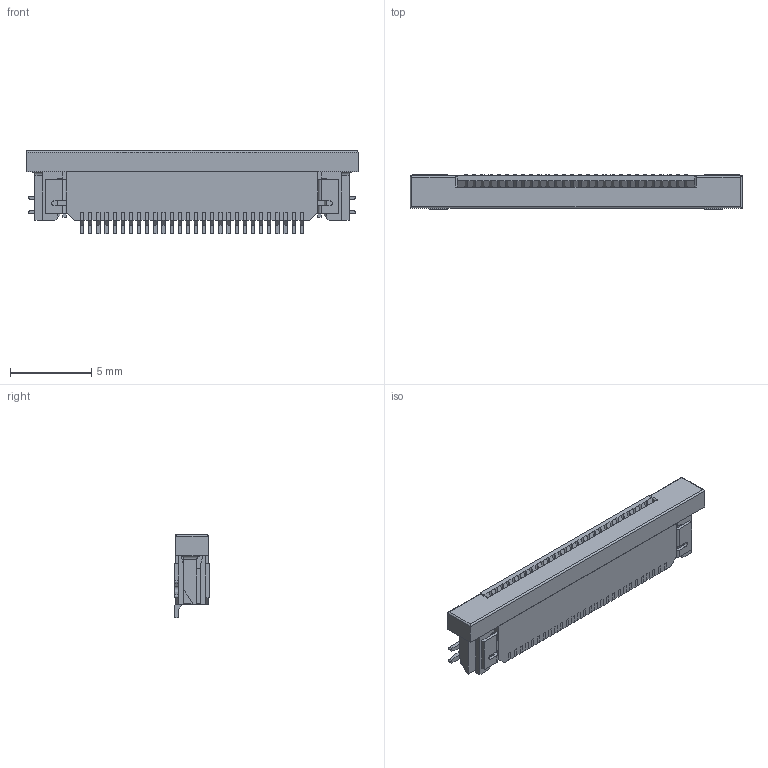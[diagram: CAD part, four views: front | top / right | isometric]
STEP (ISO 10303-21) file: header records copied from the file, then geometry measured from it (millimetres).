
FILE_DESCRIPTION( ( 'Unknown' ), '1' );
FILE_NAME( '68712814522.stp', 'Unknown', ( 'Unknown' ), ( 'Unknown' ), 'PSStep 17.0.49', 'Unknown', ' ' );
FILE_SCHEMA( ( 'AUTOMOTIVE_DESIGN { 1 0 10303 214 1 1 1 1 }' ) );
Length unit declared in the file: millimetre
Products named in the file (6): Assem1; 6871xx14522_PIN; 6871xx14522_Patte; 6871xx14522_Patte_2; 68712814522_CAP; 68712814522
Assembly tree (32 placements, depth 2):
  Assem1
    6871xx14522_PIN  x28
    6871xx14522_Patte
    6871xx14522_Patte_2
    68712814522_CAP
    68712814522
Bounding box: 20.4 x 2.1 x 5.1 mm (x, y, z)
Volume: 139.7 mm3; surface area: 912.3 mm2
Topology: 32 solids, 32 shells, 1310 faces, 3938 edges, 2582 vertices
Faces by surface type: plane 1269, cylinder 41
Entity records: 29995 total; most frequent: ORIENTED_EDGE 4474, CARTESIAN_POINT 4407, DIRECTION 3751, EDGE_CURVE 2237, LINE 2167, VECTOR 2167, VERTEX_POINT 1448, AXIS2_PLACEMENT_3D 792
